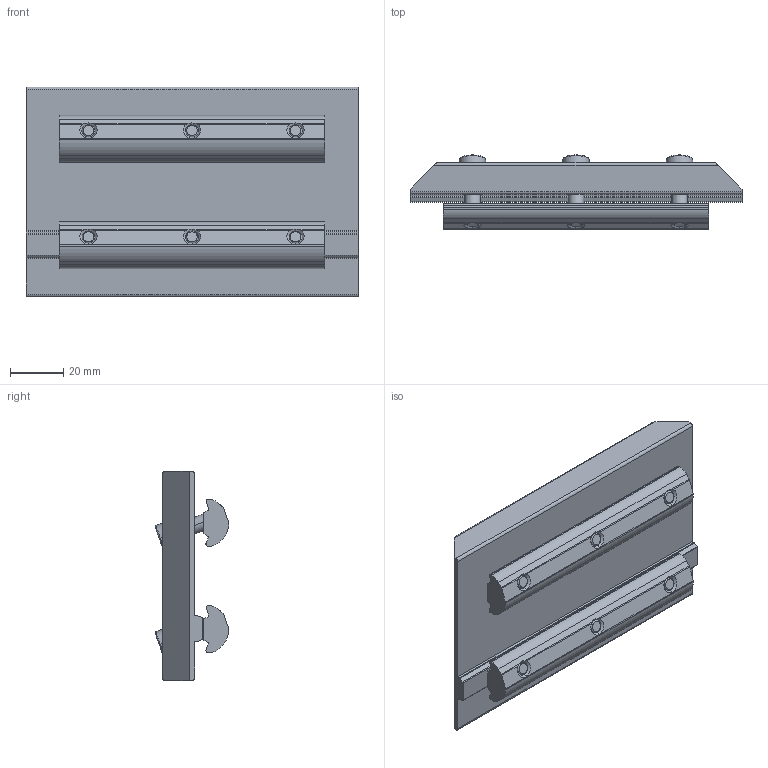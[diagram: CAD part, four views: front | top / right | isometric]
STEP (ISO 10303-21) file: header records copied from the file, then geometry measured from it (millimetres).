
FILE_DESCRIPTION (( 'STEP AP214' ), '1' );
FILE_NAME ('80mm HD Butt Joint Joining Plate Kit (40CJP-0541-001-01).STEP', '2023-06-28T13:21:23', ( '' ), ( '' ), 'SwSTEP 2.0', 'SolidWorks 2020', '' );
FILE_SCHEMA (( 'AUTOMOTIVE_DESIGN' ));
Length unit declared in the file: millimetre
Products named in the file (1): 80mm HD Butt Joint Joining Plate Kit (40CJP-0541-001-01)
Bounding box: 125 x 27.84 x 79 mm (x, y, z)
Volume: 137090.3 mm3; surface area: 41388.3 mm2
Topology: 9 solids, 9 shells, 344 faces, 810 edges, 490 vertices
Faces by surface type: cylinder 150, plane 98, cone 60, torus 36
Entity records: 13664 total; most frequent: CARTESIAN_POINT 1957, DIRECTION 1684, ORIENTED_EDGE 1596, EDGE_CURVE 798, AXIS2_PLACEMENT_3D 641, VERTEX_POINT 490, LINE 402, VECTOR 402
